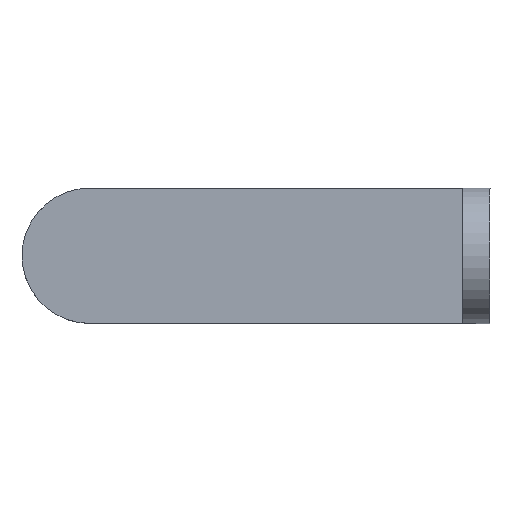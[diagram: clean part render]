
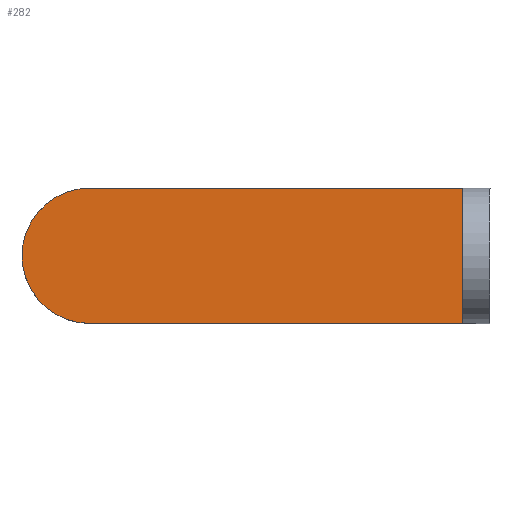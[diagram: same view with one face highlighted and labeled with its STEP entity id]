
A CAD part, top view. The second image highlights one B-rep face of the part: STEP entity #282.
In plain terms, the highlighted planar face has unit normal (0, 0, 1).
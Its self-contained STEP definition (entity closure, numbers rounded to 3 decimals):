
#41=LINE('',#457,#71);
#42=LINE('',#459,#72);
#43=LINE('',#460,#73);
#71=VECTOR('',#374,10.);
#72=VECTOR('',#375,10.);
#73=VECTOR('',#376,10.);
#89=FACE_OUTER_BOUND('',#105,.T.);
#105=EDGE_LOOP('',(#226,#227,#228,#229));
#115=CIRCLE('',#309,2.5);
#133=VERTEX_POINT('',#434);
#134=VERTEX_POINT('',#436);
#140=VERTEX_POINT('',#456);
#141=VERTEX_POINT('',#458);
#162=EDGE_CURVE('',#133,#134,#115,.T.);
#172=EDGE_CURVE('',#140,#133,#41,.T.);
#173=EDGE_CURVE('',#141,#140,#42,.T.);
#174=EDGE_CURVE('',#134,#141,#43,.T.);
#226=ORIENTED_EDGE('',*,*,#162,.F.);
#227=ORIENTED_EDGE('',*,*,#172,.F.);
#228=ORIENTED_EDGE('',*,*,#173,.F.);
#229=ORIENTED_EDGE('',*,*,#174,.F.);
#269=PLANE('',#315);
#282=ADVANCED_FACE('',(#89),#269,.T.);
#309=AXIS2_PLACEMENT_3D('',#437,#353,#354);
#315=AXIS2_PLACEMENT_3D('',#455,#372,#373);
#353=DIRECTION('center_axis',(0.,0.,
-1.));
#354=DIRECTION('ref_axis',(-1.,0.,0.));
#372=DIRECTION('center_axis',(0.,0.,
1.));
#373=DIRECTION('ref_axis',(0.001,1.,0.));
#374=DIRECTION('',(-1.,0.001,0.));
#375=DIRECTION('',(-0.001,-1.,0.));
#376=DIRECTION('',(1.,-0.001,0.));
#434=CARTESIAN_POINT('',(-0.002,-2.5,8.5));
#436=CARTESIAN_POINT('',(0.002,2.5,8.5));
#437=CARTESIAN_POINT('Origin',(0.,0.,
8.5));
#455=CARTESIAN_POINT('Origin',(11.788,-2.512,8.5));
#456=CARTESIAN_POINT('',(13.788,-2.514,8.5));
#457=CARTESIAN_POINT('',(13.288,-2.513,8.5));
#458=CARTESIAN_POINT('',(13.793,2.486,8.5));
#459=CARTESIAN_POINT('',(13.789,-1.264,8.5));
#460=CARTESIAN_POINT('',(13.293,2.487,8.5));
